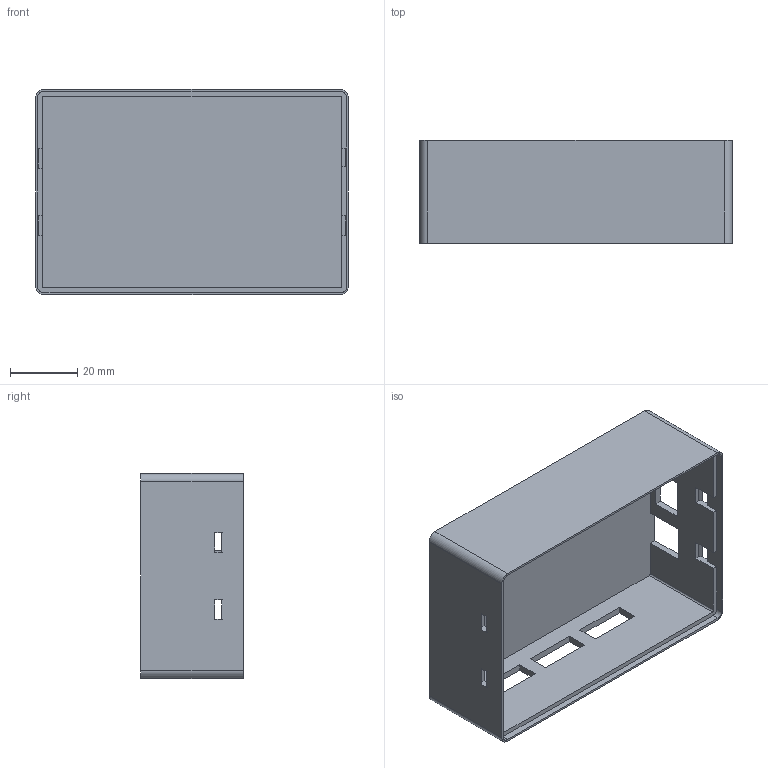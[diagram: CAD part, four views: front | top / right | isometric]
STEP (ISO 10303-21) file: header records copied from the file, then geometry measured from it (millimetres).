
FILE_DESCRIPTION(/* description */ (''),/* implementation_level */ '2;1');
FILE_NAME(/* name */ 'tapper_enclosure_bottom.step',/* time_stamp */ '2020-11-14T20:21:12-08:00',/* author */ (''),/* organization */ (''),/* preprocessor_version */ 'ST-DEVELOPER v18.1',/* originating_system */ 'Autodesk Translation Framework v9.3.0.1241',/* authorisation */ '');
FILE_SCHEMA (('AUTOMOTIVE_DESIGN { 1 0 10303 214 3 1 1 }'));
Length unit declared in the file: millimetre
Products named in the file (2): TapperEnclosureAssy; Top
Assembly tree (1 placements, depth 2):
  TapperEnclosureAssy
    Top
Bounding box: 93 x 30.6 x 61 mm (x, y, z)
Volume: 26128.7 mm3; surface area: 28314.9 mm2
Topology: 1 solids, 1 shells, 70 faces, 216 edges, 144 vertices
Faces by surface type: plane 58, cylinder 12
Entity records: 2473 total; most frequent: CARTESIAN_POINT 433, ORIENTED_EDGE 432, DIRECTION 386, EDGE_CURVE 216, LINE 192, VECTOR 192, VERTEX_POINT 144, AXIS2_PLACEMENT_3D 97
